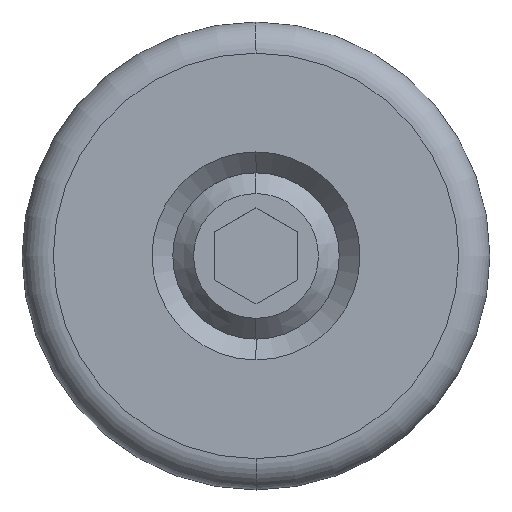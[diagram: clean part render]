
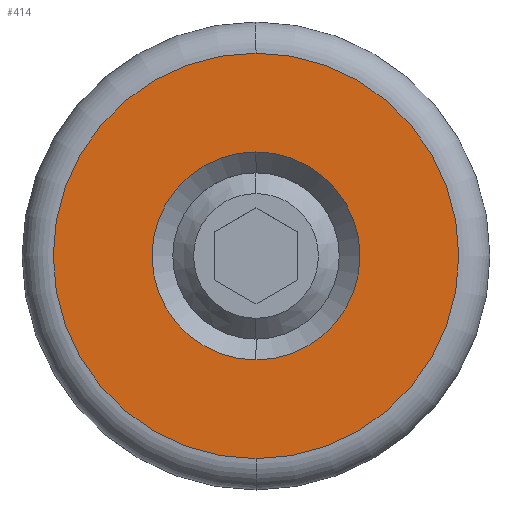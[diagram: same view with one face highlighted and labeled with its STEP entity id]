
A CAD part, top view. The second image highlights one B-rep face of the part: STEP entity #414.
In plain terms, the highlighted planar face has unit normal (0, 0, 1).
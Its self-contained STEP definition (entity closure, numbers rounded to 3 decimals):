
#414=ADVANCED_FACE('',(#793,#794),#795,.F.);
#793=FACE_OUTER_BOUND('',#1172,.T.);
#794=FACE_BOUND('',#1173,.T.);
#795=PLANE('',#1174);
#1172=EDGE_LOOP('',(#2077,#2078));
#1173=EDGE_LOOP('',(#2079,#2080));
#1174=AXIS2_PLACEMENT_3D('',#2081,#2082,#2083);
#2077=ORIENTED_EDGE('',*,*,#2202,.F.);
#2078=ORIENTED_EDGE('',*,*,#2437,.F.);
#2079=ORIENTED_EDGE('',*,*,#2457,.F.);
#2080=ORIENTED_EDGE('',*,*,#2432,.F.);
#2081=CARTESIAN_POINT('',(0.,0.0,4.0));
#2082=DIRECTION('',(0.,0.0,-1.0));
#2083=DIRECTION('',(0.0,1.0,0.0));
#2202=EDGE_CURVE('',#2632,#2635,#2636,.T.);
#2432=EDGE_CURVE('',#2943,#2945,#2946,.T.);
#2437=EDGE_CURVE('',#2635,#2632,#2951,.T.);
#2457=EDGE_CURVE('',#2945,#2943,#2971,.T.);
#2632=VERTEX_POINT('',#3383);
#2635=VERTEX_POINT('',#3386);
#2636=CIRCLE('',#3387,9.75);
#2943=VERTEX_POINT('',#4095);
#2945=VERTEX_POINT('',#4098);
#2946=CIRCLE('',#4099,5.0);
#2951=CIRCLE('',#4105,9.75);
#2971=CIRCLE('',#4129,5.0);
#3383=CARTESIAN_POINT('',(0.,9.75,4.0));
#3386=CARTESIAN_POINT('',(0.,-9.75,4.0));
#3387=AXIS2_PLACEMENT_3D('',#4264,#4265,#4266);
#4095=CARTESIAN_POINT('',(0.,-5.0,4.0));
#4098=CARTESIAN_POINT('',(0.,5.0,4.0));
#4099=AXIS2_PLACEMENT_3D('',#4547,#4548,#4549);
#4105=AXIS2_PLACEMENT_3D('',#4551,#4552,#4553);
#4129=AXIS2_PLACEMENT_3D('',#4561,#4562,#4563);
#4264=CARTESIAN_POINT('',(0.,0.0,4.0));
#4265=DIRECTION('',(0.,0.0,-1.0));
#4266=DIRECTION('',(0.,-1.0,0.));
#4547=CARTESIAN_POINT('',(0.,0.0,4.0));
#4548=DIRECTION('',(0.,0.0,1.0));
#4549=DIRECTION('',(0.0,-1.0,0.0));
#4551=CARTESIAN_POINT('',(0.,0.0,4.0));
#4552=DIRECTION('',(0.,0.0,-1.0));
#4553=DIRECTION('',(0.,-1.0,0.));
#4561=CARTESIAN_POINT('',(0.,0.0,4.0));
#4562=DIRECTION('',(0.,0.0,1.0));
#4563=DIRECTION('',(0.0,-1.0,0.0));
